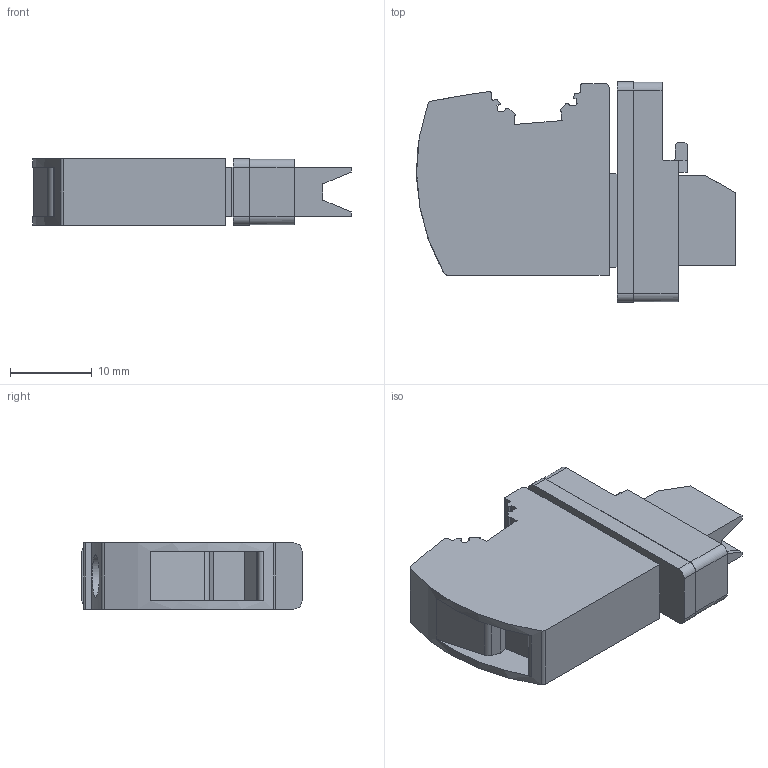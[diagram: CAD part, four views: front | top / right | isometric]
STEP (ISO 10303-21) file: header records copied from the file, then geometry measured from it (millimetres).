
FILE_DESCRIPTION(('SolidDesigner STEP Export'),'2;1');
FILE_NAME('uw_4-pot-scm-s.stp','2013-05-15T13:40:54',(''),(''),'Creo Elements/Direct Modeling STEP processor for AP214 (Solid Model)','Creo Elements/Direct Modeling 18.1B 29-Sep-2012 (C) Parametric Technology GmbH','');
FILE_SCHEMA(('AUTOMOTIVE_DESIGN { 1 0 10303 214 1 1 1 1 }'));
Length unit declared in the file: millimetre
Products named in the file (2): uw_4-pot-scm-s
Assembly tree (1 placements, depth 2):
  uw_4-pot-scm-s
    uw_4-pot-scm-s
Bounding box: 39.1 x 27 x 8.1 mm (x, y, z)
Volume: 5311.7 mm3; surface area: 3192.2 mm2
Topology: 1 solids, 1 shells, 125 faces, 346 edges, 231 vertices
Faces by surface type: plane 84, cylinder 39, cone 2
Entity records: 4889 total; most frequent: CARTESIAN_POINT 1141, ORIENTED_EDGE 692, DIRECTION 663, EDGE_CURVE 346, VECTOR 249, LINE 249, VERTEX_POINT 231, AXIS2_PLACEMENT_3D 207
